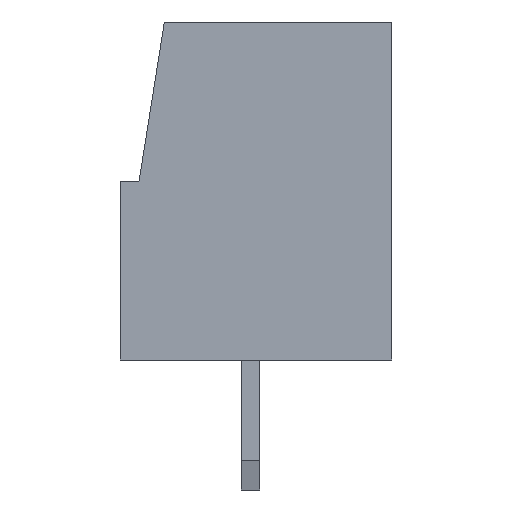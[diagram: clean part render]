
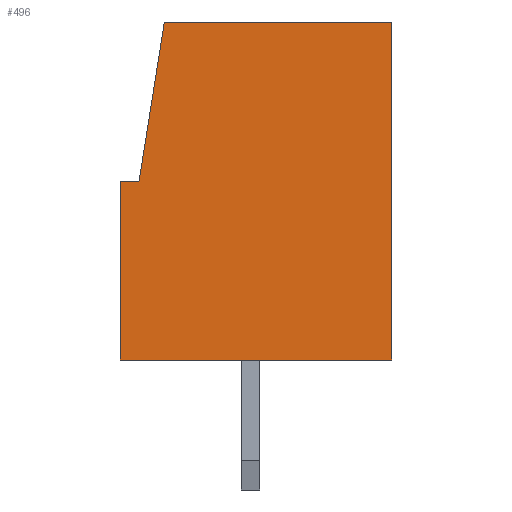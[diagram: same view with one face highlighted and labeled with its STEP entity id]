
A CAD part, left-side view. The second image highlights one B-rep face of the part: STEP entity #496.
In plain terms, the highlighted planar face has unit normal (-1, 0, 0).
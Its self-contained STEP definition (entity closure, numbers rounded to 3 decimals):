
#496 = ADVANCED_FACE( '', ( #1013 ), #1014, .F. );
#1013 = FACE_OUTER_BOUND( '', #1573, .T. );
#1014 = PLANE( '', #1574 );
#1573 = EDGE_LOOP( '', ( #2745, #2746, #2747, #2748, #2749, #2750 ) );
#1574 = AXIS2_PLACEMENT_3D( '', #2751, #2752, #2753 );
#2745 = ORIENTED_EDGE( '', *, *, #3959, .T. );
#2746 = ORIENTED_EDGE( '', *, *, #3960, .T. );
#2747 = ORIENTED_EDGE( '', *, *, #3838, .T. );
#2748 = ORIENTED_EDGE( '', *, *, #3943, .T. );
#2749 = ORIENTED_EDGE( '', *, *, #3961, .T. );
#2750 = ORIENTED_EDGE( '', *, *, #3962, .T. );
#2751 = CARTESIAN_POINT( '', ( -1.75, -8.03, -3.632 ) );
#2752 = DIRECTION( '', ( 1., 0., 0. ) );
#2753 = DIRECTION( '', ( 0., 1., 0. ) );
#3838 = EDGE_CURVE( '', #4739, #4740, #4741, .T. );
#3943 = EDGE_CURVE( '', #4740, #4882, #4884, .T. );
#3959 = EDGE_CURVE( '', #4906, #4907, #4908, .T. );
#3960 = EDGE_CURVE( '', #4907, #4739, #4909, .T. );
#3961 = EDGE_CURVE( '', #4882, #4910, #4911, .T. );
#3962 = EDGE_CURVE( '', #4910, #4906, #4912, .T. );
#4739 = VERTEX_POINT( '', #6000 );
#4740 = VERTEX_POINT( '', #6001 );
#4741 = LINE( '', #6002, #6003 );
#4882 = VERTEX_POINT( '', #6216 );
#4884 = LINE( '', #6219, #6220 );
#4906 = VERTEX_POINT( '', #6250 );
#4907 = VERTEX_POINT( '', #6251 );
#4908 = LINE( '', #6252, #6253 );
#4909 = LINE( '', #6254, #6255 );
#4910 = VERTEX_POINT( '', #6256 );
#4911 = LINE( '', #6257, #6258 );
#4912 = LINE( '', #6259, #6260 );
#6000 = CARTESIAN_POINT( '', ( -1.75, -1.181, 9.1 ) );
#6001 = CARTESIAN_POINT( '', ( -1.75, -0.5, 4.8 ) );
#6002 = CARTESIAN_POINT( '', ( -1.75, 0.26, 0. ) );
#6003 = VECTOR( '', #6867, 1000. );
#6216 = CARTESIAN_POINT( '', ( -1.75, 0., 4.8 ) );
#6219 = CARTESIAN_POINT( '', ( -1.75, -3.5, 4.8 ) );
#6220 = VECTOR( '', #6962, 1000. );
#6250 = CARTESIAN_POINT( '', ( -1.75, -7.3, 0. ) );
#6251 = CARTESIAN_POINT( '', ( -1.75, -7.3, 9.1 ) );
#6252 = CARTESIAN_POINT( '', ( -1.75, -7.3, 0. ) );
#6253 = VECTOR( '', #6977, 1000. );
#6254 = CARTESIAN_POINT( '', ( -1.75, -3.5, 9.1 ) );
#6255 = VECTOR( '', #6978, 1000. );
#6256 = CARTESIAN_POINT( '', ( -1.75, 0., 0. ) );
#6257 = CARTESIAN_POINT( '', ( -1.75, 0., 0. ) );
#6258 = VECTOR( '', #6979, 1000. );
#6259 = CARTESIAN_POINT( '', ( -1.75, -3.5, 0. ) );
#6260 = VECTOR( '', #6980, 1000. );
#6867 = DIRECTION( '', ( 0., 0.156, -0.988 ) );
#6962 = DIRECTION( '', ( 0., 1., 0. ) );
#6977 = DIRECTION( '', ( 0., 0., 1. ) );
#6978 = DIRECTION( '', ( 0., 1., 0. ) );
#6979 = DIRECTION( '', ( 0., 0., -1. ) );
#6980 = DIRECTION( '', ( 0., -1., 0. ) );
